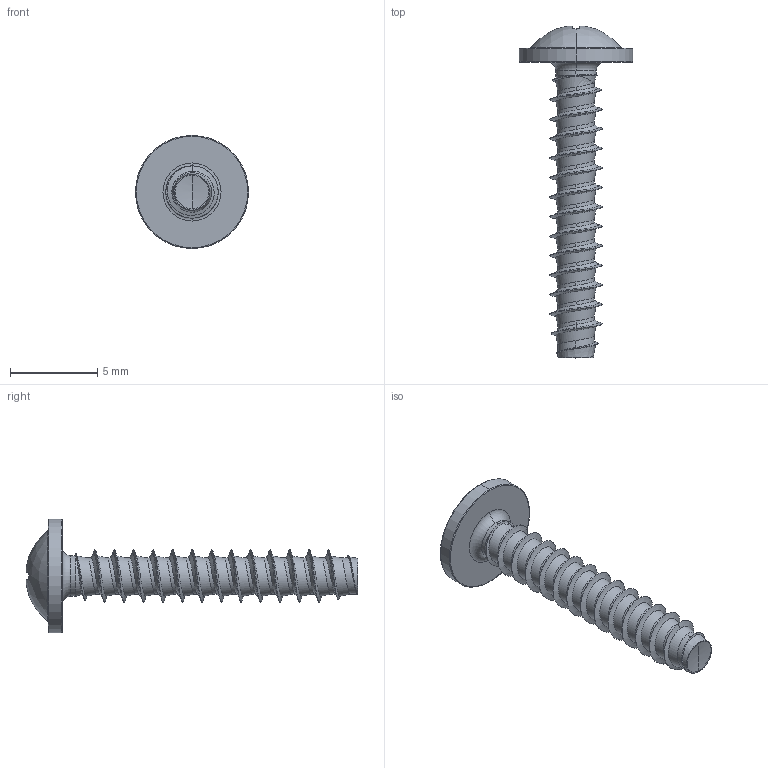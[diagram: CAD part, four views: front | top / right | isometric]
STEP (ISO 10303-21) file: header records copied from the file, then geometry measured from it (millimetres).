
FILE_DESCRIPTION (( 'STEP AP203' ), '1' );
FILE_NAME ('STP310300170.STEP', '2019-05-15T19:00:09', ( '' ), ( '' ), 'SwSTEP 2.0', 'SolidWorks 2015', '' );
FILE_SCHEMA (( 'CONFIG_CONTROL_DESIGN' ));
Length unit declared in the file: millimetre
Products named in the file (2): STP310300170
Bounding box: 6.5 x 19.07 x 6.5 mm (x, y, z)
Volume: 109.2 mm3; surface area: 276.4 mm2
Topology: 1 solids, 1 shells, 193 faces, 447 edges, 257 vertices
Faces by surface type: cylinder 54, bspline 51, torus 30, sphere 28, plane 23, cone 7
Entity records: 22771 total; most frequent: CARTESIAN_POINT 18690, ORIENTED_EDGE 890, DIRECTION 759, EDGE_CURVE 445, AXIS2_PLACEMENT_3D 337, VERTEX_POINT 257, EDGE_LOOP 196, CIRCLE 193
